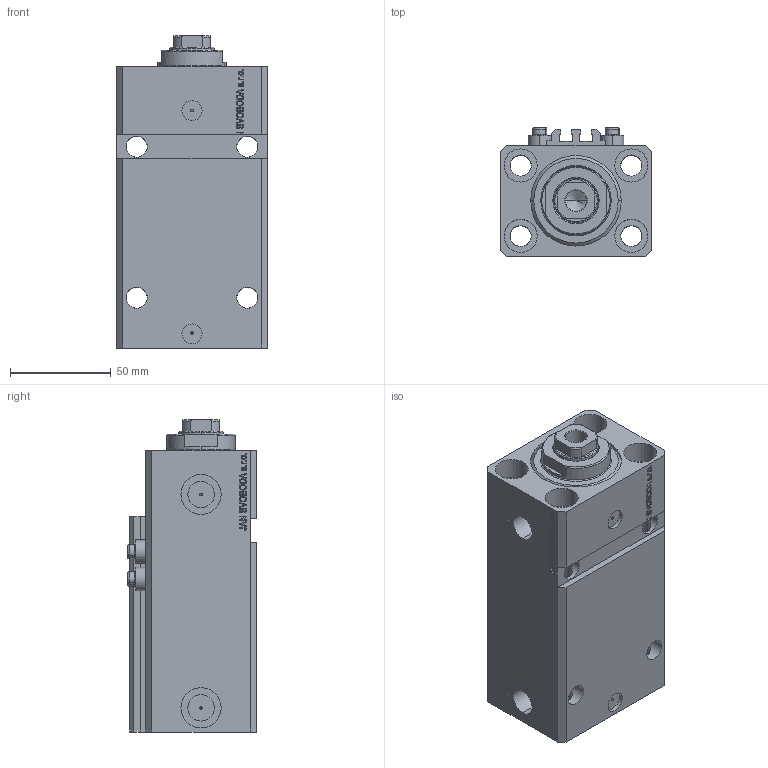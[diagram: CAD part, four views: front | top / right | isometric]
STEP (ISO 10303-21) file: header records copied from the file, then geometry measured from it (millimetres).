
FILE_DESCRIPTION (( 'STEP AP203' ), '1' );
FILE_NAME ('a0c1.STEP', '2025-10-24T08:25:43', ( '' ), ( '' ), 'SwSTEP 2.0', 'SolidWorks 2019', '' );
FILE_SCHEMA (( 'CONFIG_CONTROL_DESIGN' ));
Length unit declared in the file: millimetre
Products named in the file (5): ALLEN BOLT V250CE 0eba1a8c0a1590f98ea6d3a2ad726e5f; V250CE_C_VCP 0eba1a8c0a1590f98ea6d3a2ad726e5f; V250CE_E_Body 0eba1a8c0a1590f98ea6d3a2ad726e5f; V250CE_VC_E 0eba1a8c0a1590f98ea6d3a2ad726e5f; a0c1
Assembly tree (7 placements, depth 2):
  a0c1
    V250CE_E_Body 0eba1a8c0a1590f98ea6d3a2ad726e5f
    ALLEN BOLT V250CE 0eba1a8c0a1590f98ea6d3a2ad726e5f  x4
    V250CE_C_VCP 0eba1a8c0a1590f98ea6d3a2ad726e5f
    V250CE_VC_E 0eba1a8c0a1590f98ea6d3a2ad726e5f
Bounding box: 75 x 64 x 155 mm (x, y, z)
Volume: 481599 mm3; surface area: 116451.4 mm2
Topology: 8 solids, 8 shells, 1100 faces, 2748 edges, 1771 vertices
Faces by surface type: plane 518, bspline 354, cylinder 158, cone 56, torus 14
Entity records: 47888 total; most frequent: CARTESIAN_POINT 24960, ORIENTED_EDGE 5186, DIRECTION 3435, EDGE_CURVE 2593, VERTEX_POINT 1687, LINE 1555, VECTOR 1555, EDGE_LOOP 1166
